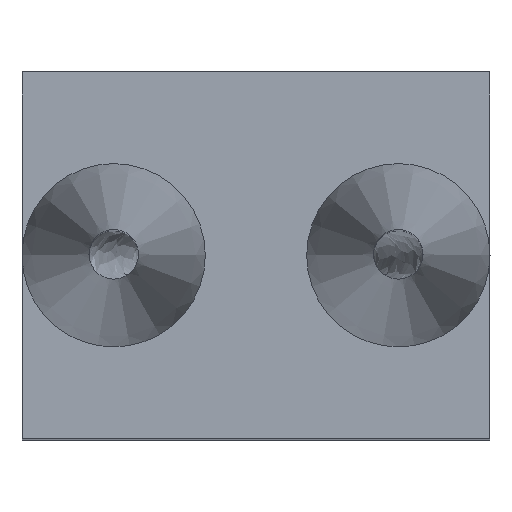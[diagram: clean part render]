
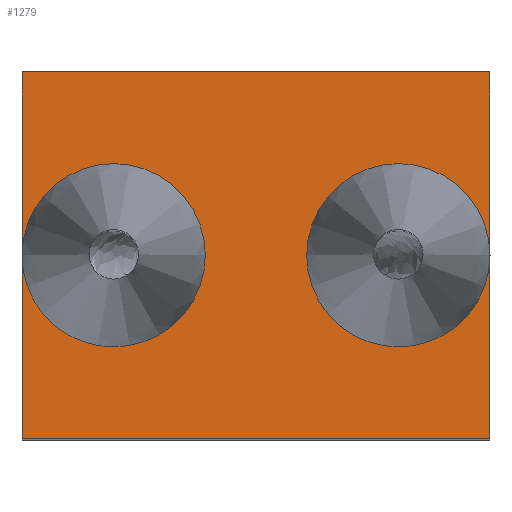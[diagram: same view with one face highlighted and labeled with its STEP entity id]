
A CAD part, top view. The second image highlights one B-rep face of the part: STEP entity #1279.
In plain terms, the highlighted planar face has unit normal (0, 0, 1).
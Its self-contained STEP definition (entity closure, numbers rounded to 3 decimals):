
#166=FACE_BOUND('',#344,.T.);
#167=FACE_BOUND('',#345,.T.);
#193=PLANE('',#1426);
#272=FACE_OUTER_BOUND('',#343,.T.);
#343=EDGE_LOOP('',(#1187,#1188,#1189,#1190));
#344=EDGE_LOOP('',(#1191));
#345=EDGE_LOOP('',(#1192));
#408=LINE('',#2644,#474);
#409=LINE('',#2647,#475);
#410=LINE('',#2649,#476);
#411=LINE('',#2650,#477);
#474=VECTOR('',#1723,10.);
#475=VECTOR('',#1726,10.);
#476=VECTOR('',#1727,10.);
#477=VECTOR('',#1728,10.);
#542=CIRCLE('',#1422,0.675);
#543=CIRCLE('',#1424,0.675);
#654=VERTEX_POINT('',#2609);
#655=VERTEX_POINT('',#2632);
#657=VERTEX_POINT('',#2638);
#659=VERTEX_POINT('',#2642);
#660=VERTEX_POINT('',#2646);
#661=VERTEX_POINT('',#2648);
#829=EDGE_CURVE('',#654,#654,#542,.T.);
#832=EDGE_CURVE('',#655,#655,#543,.T.);
#837=EDGE_CURVE('',#657,#659,#408,.T.);
#838=EDGE_CURVE('',#657,#660,#409,.T.);
#839=EDGE_CURVE('',#661,#659,#410,.T.);
#840=EDGE_CURVE('',#660,#661,#411,.T.);
#1187=ORIENTED_EDGE('',*,*,#838,.F.);
#1188=ORIENTED_EDGE('',*,*,#837,.T.);
#1189=ORIENTED_EDGE('',*,*,#839,.F.);
#1190=ORIENTED_EDGE('',*,*,#840,.F.);
#1191=ORIENTED_EDGE('',*,*,#832,.T.);
#1192=ORIENTED_EDGE('',*,*,#829,.T.);
#1279=ADVANCED_FACE('',(#272,#166,#167),#193,.T.);
#1422=AXIS2_PLACEMENT_3D('',#2610,#1712,#1713);
#1424=AXIS2_PLACEMENT_3D('',#2633,#1716,#1717);
#1426=AXIS2_PLACEMENT_3D('',#2645,#1724,#1725);
#1712=DIRECTION('center_axis',(0.,0.,-1.));
#1713=DIRECTION('ref_axis',(-1.,0.,0.));
#1716=DIRECTION('center_axis',(0.,0.,-1.));
#1717=DIRECTION('ref_axis',(0.,-1.,0.));
#1723=DIRECTION('',(0.,1.,0.));
#1724=DIRECTION('center_axis',(0.,0.,1.));
#1725=DIRECTION('ref_axis',(1.,0.,0.));
#1726=DIRECTION('',(-1.,0.,0.));
#1727=DIRECTION('',(1.,0.,0.));
#1728=DIRECTION('',(0.,1.,0.));
#2609=CARTESIAN_POINT('',(-3.882,5.675,22.489));
#2610=CARTESIAN_POINT('Origin',(-3.882,5.,22.489));
#2632=CARTESIAN_POINT('',(3.882,5.675,22.489));
#2633=CARTESIAN_POINT('Origin',(3.882,5.,22.489));
#2638=CARTESIAN_POINT('',(6.382,0.,22.489));
#2642=CARTESIAN_POINT('',(6.382,10.,22.489));
#2644=CARTESIAN_POINT('',(6.382,0.,22.489));
#2645=CARTESIAN_POINT('Origin',(-6.382,0.,22.489));
#2646=CARTESIAN_POINT('',(-6.382,0.,22.489));
#2647=CARTESIAN_POINT('',(-3.882,0.,22.489));
#2648=CARTESIAN_POINT('',(-6.382,10.,22.489));
#2649=CARTESIAN_POINT('',(-3.882,10.,22.489));
#2650=CARTESIAN_POINT('',(-6.382,0.,22.489));
